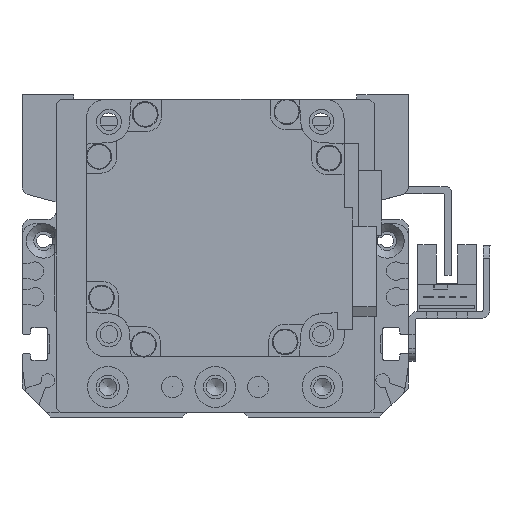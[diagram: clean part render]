
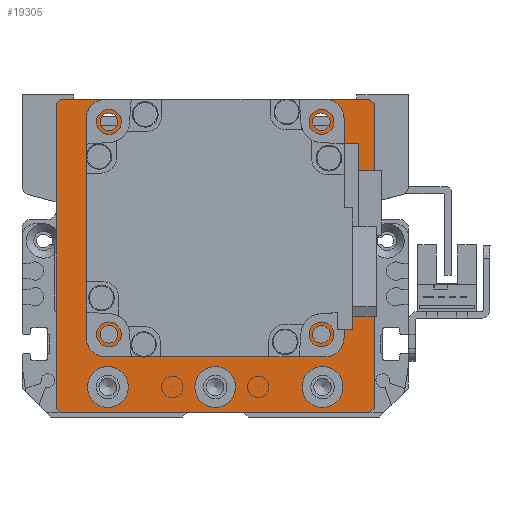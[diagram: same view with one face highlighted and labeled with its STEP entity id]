
A CAD part, left-side view. The second image highlights one B-rep face of the part: STEP entity #19305.
In plain terms, the highlighted face is planar.
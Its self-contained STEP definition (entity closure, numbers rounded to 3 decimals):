
#610=FACE_BOUND('',#3152,.T.);
#611=FACE_BOUND('',#3153,.T.);
#612=FACE_BOUND('',#3154,.T.);
#613=FACE_BOUND('',#3155,.T.);
#614=FACE_BOUND('',#3156,.T.);
#615=FACE_BOUND('',#3157,.T.);
#616=FACE_BOUND('',#3158,.T.);
#617=FACE_BOUND('',#3159,.T.);
#1020=PLANE('',#21398);
#1873=FACE_OUTER_BOUND('',#3151,.T.);
#3151=EDGE_LOOP('',(#16032,#16033,#16034,#16035,#16036,#16037,#16038,#16039));
#3152=EDGE_LOOP('',(#16040));
#3153=EDGE_LOOP('',(#16041));
#3154=EDGE_LOOP('',(#16042));
#3155=EDGE_LOOP('',(#16043));
#3156=EDGE_LOOP('',(#16044));
#3157=EDGE_LOOP('',(#16045));
#3158=EDGE_LOOP('',(#16046));
#3159=EDGE_LOOP('',(#16047));
#4679=LINE('',#31955,#6349);
#4685=LINE('',#31966,#6355);
#4692=LINE('',#32001,#6362);
#4695=LINE('',#32006,#6365);
#4701=LINE('',#32027,#6371);
#4704=LINE('',#32032,#6374);
#4705=LINE('',#32035,#6375);
#4713=LINE('',#32074,#6383);
#6349=VECTOR('',#25611,10.);
#6355=VECTOR('',#25619,10.);
#6362=VECTOR('',#25650,10.);
#6365=VECTOR('',#25655,10.);
#6371=VECTOR('',#25679,10.);
#6374=VECTOR('',#25684,10.);
#6375=VECTOR('',#25687,10.);
#6383=VECTOR('',#25737,10.);
#7673=CIRCLE('',#21367,4.75);
#7676=CIRCLE('',#21373,4.75);
#7679=CIRCLE('',#21379,4.75);
#7681=CIRCLE('',#21385,2.067);
#7682=CIRCLE('',#21387,2.067);
#7683=CIRCLE('',#21389,2.067);
#7684=CIRCLE('',#21391,2.067);
#7687=CIRCLE('',#21396,25.);
#9152=VERTEX_POINT('',#31953);
#9153=VERTEX_POINT('',#31954);
#9157=VERTEX_POINT('',#31964);
#9173=VERTEX_POINT('',#32000);
#9174=VERTEX_POINT('',#32004);
#9180=VERTEX_POINT('',#32026);
#9181=VERTEX_POINT('',#32030);
#9182=VERTEX_POINT('',#32034);
#9185=VERTEX_POINT('',#32043);
#9188=VERTEX_POINT('',#32054);
#9191=VERTEX_POINT('',#32065);
#9193=VERTEX_POINT('',#32076);
#9194=VERTEX_POINT('',#32080);
#9195=VERTEX_POINT('',#32084);
#9196=VERTEX_POINT('',#32088);
#9199=VERTEX_POINT('',#32097);
#11528=EDGE_CURVE('',#9152,#9153,#4679,.T.);
#11534=EDGE_CURVE('',#9152,#9157,#4685,.T.);
#11551=EDGE_CURVE('',#9173,#9157,#4692,.T.);
#11554=EDGE_CURVE('',#9173,#9174,#4695,.T.);
#11563=EDGE_CURVE('',#9180,#9174,#4701,.T.);
#11566=EDGE_CURVE('',#9180,#9181,#4704,.T.);
#11567=EDGE_CURVE('',#9182,#9181,#4705,.T.);
#11571=EDGE_CURVE('',#9185,#9185,#7673,.T.);
#11576=EDGE_CURVE('',#9188,#9188,#7676,.T.);
#11581=EDGE_CURVE('',#9191,#9191,#7679,.T.);
#11585=EDGE_CURVE('',#9182,#9153,#4713,.T.);
#11586=EDGE_CURVE('',#9193,#9193,#7681,.T.);
#11588=EDGE_CURVE('',#9194,#9194,#7682,.T.);
#11590=EDGE_CURVE('',#9195,#9195,#7683,.T.);
#11592=EDGE_CURVE('',#9196,#9196,#7684,.T.);
#11596=EDGE_CURVE('',#9199,#9199,#7687,.T.);
#16032=ORIENTED_EDGE('',*,*,#11528,.F.);
#16033=ORIENTED_EDGE('',*,*,#11534,.T.);
#16034=ORIENTED_EDGE('',*,*,#11551,.F.);
#16035=ORIENTED_EDGE('',*,*,#11554,.T.);
#16036=ORIENTED_EDGE('',*,*,#11563,.F.);
#16037=ORIENTED_EDGE('',*,*,#11566,.T.);
#16038=ORIENTED_EDGE('',*,*,#11567,.F.);
#16039=ORIENTED_EDGE('',*,*,#11585,.T.);
#16040=ORIENTED_EDGE('',*,*,#11571,.T.);
#16041=ORIENTED_EDGE('',*,*,#11576,.T.);
#16042=ORIENTED_EDGE('',*,*,#11581,.T.);
#16043=ORIENTED_EDGE('',*,*,#11586,.T.);
#16044=ORIENTED_EDGE('',*,*,#11588,.T.);
#16045=ORIENTED_EDGE('',*,*,#11590,.T.);
#16046=ORIENTED_EDGE('',*,*,#11592,.T.);
#16047=ORIENTED_EDGE('',*,*,#11596,.T.);
#19305=ADVANCED_FACE('',(#1873,#610,#611,#612,#613,#614,#615,#616,#617),
#1020,.T.);
#21367=AXIS2_PLACEMENT_3D('',#32044,#25697,#25698);
#21373=AXIS2_PLACEMENT_3D('',#32055,#25711,#25712);
#21379=AXIS2_PLACEMENT_3D('',#32066,#25725,#25726);
#21385=AXIS2_PLACEMENT_3D('',#32077,#25740,#25741);
#21387=AXIS2_PLACEMENT_3D('',#32081,#25745,#25746);
#21389=AXIS2_PLACEMENT_3D('',#32085,#25750,#25751);
#21391=AXIS2_PLACEMENT_3D('',#32089,#25755,#25756);
#21396=AXIS2_PLACEMENT_3D('',#32098,#25766,#25767);
#21398=AXIS2_PLACEMENT_3D('',#32102,#25772,#25773);
#25611=DIRECTION('',(0.707,-0.707,0.));
#25619=DIRECTION('',(-1.,0.,0.));
#25650=DIRECTION('',(0.707,0.707,0.));
#25655=DIRECTION('',(0.,-1.,0.));
#25679=DIRECTION('',(-0.707,0.707,0.));
#25684=DIRECTION('',(1.,0.,0.));
#25687=DIRECTION('',(-0.707,-0.707,0.));
#25697=DIRECTION('center_axis',(0.,0.,-1.));
#25698=DIRECTION('ref_axis',(1.,0.,0.));
#25711=DIRECTION('center_axis',(0.,0.,-1.));
#25712=DIRECTION('ref_axis',(1.,0.,0.));
#25725=DIRECTION('center_axis',(0.,0.,-1.));
#25726=DIRECTION('ref_axis',(1.,0.,0.));
#25737=DIRECTION('',(0.,1.,0.));
#25740=DIRECTION('center_axis',(0.,0.,-1.));
#25741=DIRECTION('ref_axis',(1.,0.,0.));
#25745=DIRECTION('center_axis',(0.,0.,-1.));
#25746=DIRECTION('ref_axis',(1.,0.,0.));
#25750=DIRECTION('center_axis',(0.,0.,-1.));
#25751=DIRECTION('ref_axis',(1.,0.,0.));
#25755=DIRECTION('center_axis',(0.,0.,-1.));
#25756=DIRECTION('ref_axis',(1.,0.,0.));
#25766=DIRECTION('center_axis',(0.,0.,-1.));
#25767=DIRECTION('ref_axis',(1.,0.,0.));
#25772=DIRECTION('center_axis',(0.,0.,1.));
#25773=DIRECTION('ref_axis',(1.,0.,0.));
#31953=CARTESIAN_POINT('',(36.,37.5,59.));
#31954=CARTESIAN_POINT('',(37.,36.5,59.));
#31955=CARTESIAN_POINT('',(36.625,36.875,59.));
#31964=CARTESIAN_POINT('',(-36.,37.5,59.));
#31966=CARTESIAN_POINT('',(37.,37.5,59.));
#32000=CARTESIAN_POINT('',(-37.,36.5,59.));
#32001=CARTESIAN_POINT('',(-36.625,36.875,59.));
#32004=CARTESIAN_POINT('',(-37.,-34.5,59.));
#32006=CARTESIAN_POINT('',(-37.,35.5,59.));
#32026=CARTESIAN_POINT('',(-36.,-35.5,59.));
#32027=CARTESIAN_POINT('',(-36.125,-35.375,59.));
#32030=CARTESIAN_POINT('',(36.,-35.5,59.));
#32032=CARTESIAN_POINT('',(-37.,-35.5,59.));
#32034=CARTESIAN_POINT('',(37.,-34.5,59.));
#32035=CARTESIAN_POINT('',(36.125,-35.375,59.));
#32043=CARTESIAN_POINT('',(-29.75,-29.5,59.));
#32044=CARTESIAN_POINT('Origin',(-25.,-29.5,59.));
#32054=CARTESIAN_POINT('',(-4.75,-29.5,59.));
#32055=CARTESIAN_POINT('Origin',(0.,-29.5,59.));
#32065=CARTESIAN_POINT('',(20.25,-29.5,59.));
#32066=CARTESIAN_POINT('Origin',(25.,-29.5,59.));
#32074=CARTESIAN_POINT('',(37.,-35.5,59.));
#32076=CARTESIAN_POINT('',(-26.816,-17.249,59.));
#32077=CARTESIAN_POINT('Origin',(-24.749,-17.249,59.));
#32080=CARTESIAN_POINT('',(-26.816,32.249,59.));
#32081=CARTESIAN_POINT('Origin',(-24.749,32.249,59.));
#32084=CARTESIAN_POINT('',(22.682,32.249,59.));
#32085=CARTESIAN_POINT('Origin',(24.749,32.249,59.));
#32088=CARTESIAN_POINT('',(22.682,-17.249,59.));
#32089=CARTESIAN_POINT('Origin',(24.749,-17.249,59.));
#32097=CARTESIAN_POINT('',(-25.,7.5,59.));
#32098=CARTESIAN_POINT('Origin',(0.,7.5,59.));
#32102=CARTESIAN_POINT('Origin',(0.,0.,
59.));
